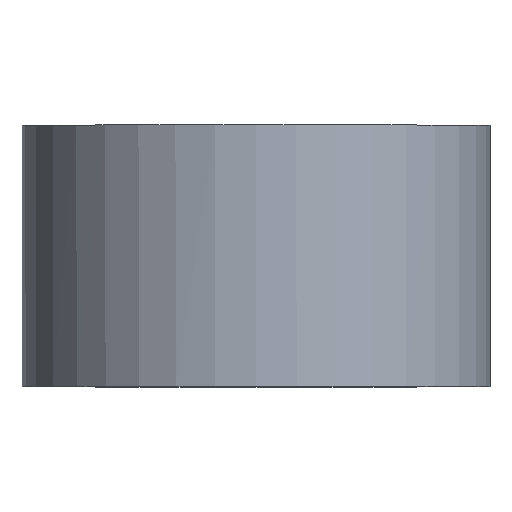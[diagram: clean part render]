
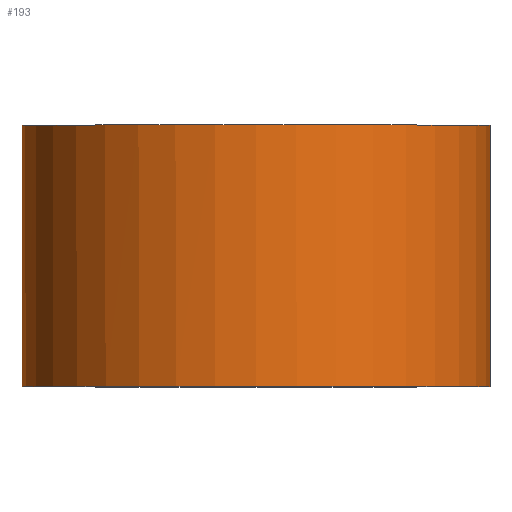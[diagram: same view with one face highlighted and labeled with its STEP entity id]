
A CAD part, top view. The second image highlights one B-rep face of the part: STEP entity #193.
In plain terms, the highlighted cylindrical face has radius 3.5 mm (diameter 7 mm), a full revolution.
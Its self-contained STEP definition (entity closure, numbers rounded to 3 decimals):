
#36=FACE_OUTER_BOUND('',#51,.T.);
#51=EDGE_LOOP('',(#168,#169,#170,#171,#172,#173,#174,#175));
#58=LINE('',#310,#70);
#60=LINE('',#315,#72);
#65=LINE('',#346,#77);
#70=VECTOR('',#247,10.);
#72=VECTOR('',#251,10.);
#77=VECTOR('',#292,3.5);
#80=CIRCLE('',#215,3.5);
#86=CIRCLE('',#226,3.5);
#87=CIRCLE('',#227,3.5);
#89=CIRCLE('',#231,3.5);
#94=VERTEX_POINT('',#306);
#95=VERTEX_POINT('',#308);
#96=VERTEX_POINT('',#312);
#97=VERTEX_POINT('',#314);
#103=VERTEX_POINT('',#336);
#105=VERTEX_POINT('',#344);
#112=EDGE_CURVE('',#94,#95,#58,.T.);
#114=EDGE_CURVE('',#97,#96,#60,.T.);
#116=EDGE_CURVE('',#95,#97,#80,.T.);
#124=EDGE_CURVE('',#94,#103,#86,.T.);
#125=EDGE_CURVE('',#103,#96,#87,.T.);
#128=EDGE_CURVE('',#105,#105,#89,.T.);
#129=EDGE_CURVE('',#105,#103,#65,.T.);
#168=ORIENTED_EDGE('',*,*,#128,.F.);
#169=ORIENTED_EDGE('',*,*,#129,.T.);
#170=ORIENTED_EDGE('',*,*,#124,.F.);
#171=ORIENTED_EDGE('',*,*,#112,.T.);
#172=ORIENTED_EDGE('',*,*,#116,.T.);
#173=ORIENTED_EDGE('',*,*,#114,.T.);
#174=ORIENTED_EDGE('',*,*,#125,.F.);
#175=ORIENTED_EDGE('',*,*,#129,.F.);
#182=CYLINDRICAL_SURFACE('',#230,3.5);
#193=ADVANCED_FACE('',(#36),#182,.T.);
#215=AXIS2_PLACEMENT_3D('',#318,#255,#256);
#226=AXIS2_PLACEMENT_3D('',#337,#279,#280);
#227=AXIS2_PLACEMENT_3D('',#338,#281,#282);
#230=AXIS2_PLACEMENT_3D('',#343,#288,#289);
#231=AXIS2_PLACEMENT_3D('',#345,#290,#291);
#247=DIRECTION('',(0.,-1.,0.));
#251=DIRECTION('',(0.,1.,0.));
#255=DIRECTION('center_axis',(0.,-1.,0.));
#256=DIRECTION('ref_axis',(-1.,0.,0.));
#279=DIRECTION('center_axis',(0.,1.,0.));
#280=DIRECTION('ref_axis',(-1.,0.,0.));
#281=DIRECTION('center_axis',(0.,1.,0.));
#282=DIRECTION('ref_axis',(-1.,0.,0.));
#288=DIRECTION('center_axis',(0.,-1.,0.));
#289=DIRECTION('ref_axis',(-1.,0.,0.));
#290=DIRECTION('center_axis',(0.,-1.,0.));
#291=DIRECTION('ref_axis',(-1.,0.,0.));
#292=DIRECTION('',(0.,1.,0.));
#306=CARTESIAN_POINT('',(-2.67,31.2,3.112));
#308=CARTESIAN_POINT('',(-2.67,29.79,3.112));
#310=CARTESIAN_POINT('',(-2.67,29.37,3.112));
#312=CARTESIAN_POINT('',(2.67,31.2,3.112));
#314=CARTESIAN_POINT('',(2.67,29.79,3.112));
#315=CARTESIAN_POINT('',(2.67,29.37,3.112));
#318=CARTESIAN_POINT('Origin',(0.,29.79,5.375));
#336=CARTESIAN_POINT('',(3.5,31.2,5.375));
#337=CARTESIAN_POINT('Origin',(0.,31.2,5.375));
#338=CARTESIAN_POINT('Origin',(0.,31.2,5.375));
#343=CARTESIAN_POINT('Origin',(0.,29.37,5.375));
#344=CARTESIAN_POINT('',(3.5,27.29,5.375));
#345=CARTESIAN_POINT('Origin',(0.,27.29,5.375));
#346=CARTESIAN_POINT('',(3.5,29.37,5.375));
